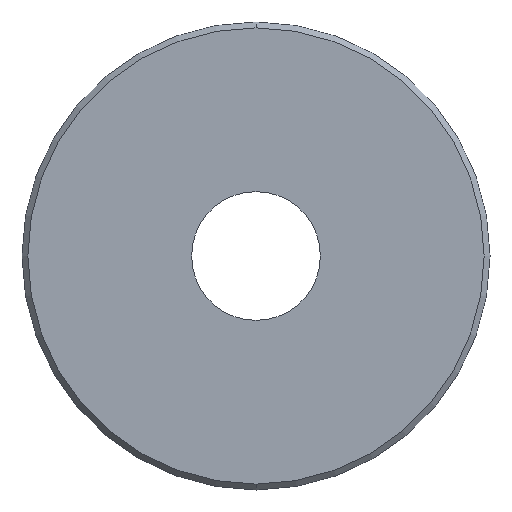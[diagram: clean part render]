
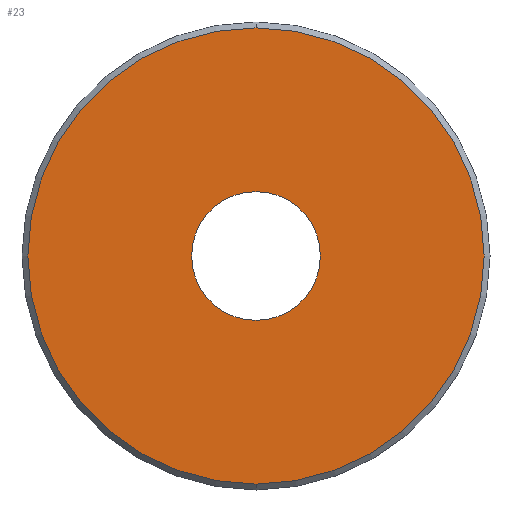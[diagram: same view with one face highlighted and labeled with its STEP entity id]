
A CAD part, front view. The second image highlights one B-rep face of the part: STEP entity #23.
In plain terms, the highlighted planar face has unit normal (0, -1, 0).
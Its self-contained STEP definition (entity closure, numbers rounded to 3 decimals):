
#15 = CIRCLE ( 'NONE', #172, 2.75 ) ;
#16 = CARTESIAN_POINT ( 'NONE',  ( 0., 0., 0. ) ) ;
#23 = ADVANCED_FACE ( 'NONE', ( #27, #216 ), #76, .F. ) ;
#27 = FACE_BOUND ( 'NONE', #92, .T. ) ;
#29 = CARTESIAN_POINT ( 'NONE',  ( 0., 0., 0. ) ) ;
#42 = ORIENTED_EDGE ( 'NONE', *, *, #72, .T. ) ;
#43 = VERTEX_POINT ( 'NONE', #80 ) ;
#44 = DIRECTION ( 'NONE',  ( 0., 0., 1. ) ) ;
#58 = AXIS2_PLACEMENT_3D ( 'NONE', #147, #178, #324 ) ;
#66 = AXIS2_PLACEMENT_3D ( 'NONE', #155, #252, #251 ) ;
#72 = EDGE_CURVE ( 'NONE', #105, #236, #15, .T. ) ;
#76 = PLANE ( 'NONE',  #66 ) ;
#80 = CARTESIAN_POINT ( 'NONE',  ( 0., 0., -9.75 ) ) ;
#92 = EDGE_LOOP ( 'NONE', ( #42, #153 ) ) ;
#97 = DIRECTION ( 'NONE',  ( 0., 0., 1. ) ) ;
#102 = DIRECTION ( 'NONE',  ( 0., 0., 1. ) ) ;
#105 = VERTEX_POINT ( 'NONE', #115 ) ;
#115 = CARTESIAN_POINT ( 'NONE',  ( 0., 0., 2.75 ) ) ;
#124 = DIRECTION ( 'NONE',  ( 0., -1., 0. ) ) ;
#135 = DIRECTION ( 'NONE',  ( 0., 1., 0. ) ) ;
#147 = CARTESIAN_POINT ( 'NONE',  ( 0., 0., 0. ) ) ;
#153 = ORIENTED_EDGE ( 'NONE', *, *, #212, .T. ) ;
#155 = CARTESIAN_POINT ( 'NONE',  ( 0., 0., 0. ) ) ;
#168 = CIRCLE ( 'NONE', #223, 9.75 ) ;
#172 = AXIS2_PLACEMENT_3D ( 'NONE', #29, #135, #102 ) ;
#178 = DIRECTION ( 'NONE',  ( 0., 1., 0. ) ) ;
#211 = ORIENTED_EDGE ( 'NONE', *, *, #321, .T. ) ;
#212 = EDGE_CURVE ( 'NONE', #236, #105, #318, .T. ) ;
#216 = FACE_OUTER_BOUND ( 'NONE', #264, .T. ) ;
#223 = AXIS2_PLACEMENT_3D ( 'NONE', #293, #284, #44 ) ;
#234 = CARTESIAN_POINT ( 'NONE',  ( 0., 0., 9.75 ) ) ;
#236 = VERTEX_POINT ( 'NONE', #263 ) ;
#240 = CIRCLE ( 'NONE', #328, 9.75 ) ;
#251 = DIRECTION ( 'NONE',  ( 0., 0., 1. ) ) ;
#252 = DIRECTION ( 'NONE',  ( 0., 1., 0. ) ) ;
#263 = CARTESIAN_POINT ( 'NONE',  ( 0., 0., -2.75 ) ) ;
#264 = EDGE_LOOP ( 'NONE', ( #211, #291 ) ) ;
#284 = DIRECTION ( 'NONE',  ( 0., -1., 0. ) ) ;
#291 = ORIENTED_EDGE ( 'NONE', *, *, #326, .T. ) ;
#293 = CARTESIAN_POINT ( 'NONE',  ( 0., 0., 0. ) ) ;
#318 = CIRCLE ( 'NONE', #58, 2.75 ) ;
#321 = EDGE_CURVE ( 'NONE', #353, #43, #240, .T. ) ;
#324 = DIRECTION ( 'NONE',  ( 0., 0., 1. ) ) ;
#326 = EDGE_CURVE ( 'NONE', #43, #353, #168, .T. ) ;
#328 = AXIS2_PLACEMENT_3D ( 'NONE', #16, #124, #97 ) ;
#353 = VERTEX_POINT ( 'NONE', #234 ) ;
